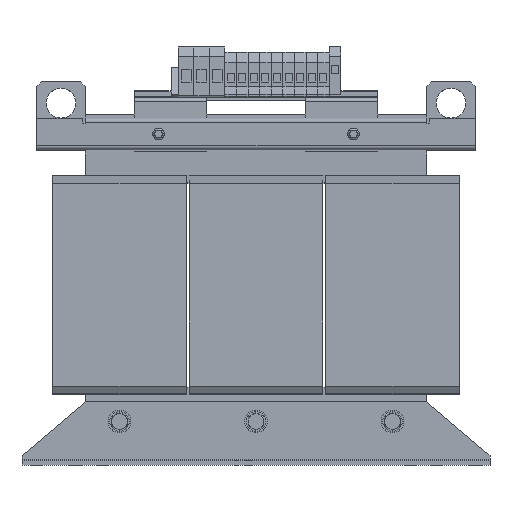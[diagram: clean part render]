
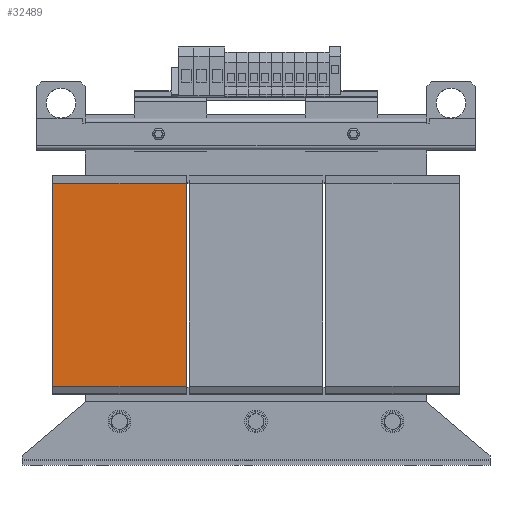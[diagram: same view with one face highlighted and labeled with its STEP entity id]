
A CAD part, top view. The second image highlights one B-rep face of the part: STEP entity #32489.
In plain terms, the highlighted planar face has unit normal (0, 0, 1).
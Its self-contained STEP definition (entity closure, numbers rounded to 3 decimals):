
#825 = VECTOR ( 'NONE', #9709, 1000. ) ;
#2074 = ORIENTED_EDGE ( 'NONE', *, *, #26504, .T. ) ;
#3822 = LINE ( 'NONE', #11003, #14625 ) ;
#7956 = PLANE ( 'NONE',  #29945 ) ;
#8328 = DIRECTION ( 'NONE',  ( -1., 0., 0. ) ) ;
#9645 = LINE ( 'NONE', #28708, #28304 ) ;
#9709 = DIRECTION ( 'NONE',  ( 0., -1., 0. ) ) ;
#11003 = CARTESIAN_POINT ( 'NONE',  ( -71.5, -104., 70. ) ) ;
#12155 = CARTESIAN_POINT ( 'NONE',  ( -208.5, 104., 70. ) ) ;
#12272 = CARTESIAN_POINT ( 'NONE',  ( -71.5, 104., 70. ) ) ;
#12693 = EDGE_CURVE ( 'Defeature ausgef�hrt2_67+Defeature ausgef�hrt2_63+Defeature ausgef�hrt2_62+Defeature ausgef�hrt2_64', #23824, #24737, #9645, .T. ) ;
#12703 = DIRECTION ( 'NONE',  ( -1., 0., 0. ) ) ;
#12930 = CARTESIAN_POINT ( 'NONE',  ( -208.5, -104., 70. ) ) ;
#13049 = CARTESIAN_POINT ( 'NONE',  ( -208.5, 104., 70. ) ) ;
#14625 = VECTOR ( 'NONE', #8328, 1000. ) ;
#17980 = VERTEX_POINT ( 'NONE', #12930 ) ;
#18140 = DIRECTION ( 'NONE',  ( 0., 0., -1. ) ) ;
#19353 = EDGE_CURVE ( 'Defeature ausgef�hrt2_63+Defeature ausgef�hrt2_62+Defeature ausgef�hrt2_67+Defeature ausgef�hrt2_68', #23824, #29924, #20184, .T. ) ;
#19615 = EDGE_CURVE ( 'Defeature ausgef�hrt2_64+Defeature ausgef�hrt2_63+Defeature ausgef�hrt2_67+Defeature ausgef�hrt2_68', #24737, #17980, #3822, .T. ) ;
#20184 = LINE ( 'NONE', #30308, #32850 ) ;
#22266 = LINE ( 'NONE', #12155, #825 ) ;
#23617 = FACE_OUTER_BOUND ( 'NONE', #29606, .T. ) ;
#23824 = VERTEX_POINT ( 'NONE', #12272 ) ;
#24621 = ORIENTED_EDGE ( 'NONE', *, *, #12693, .F. ) ;
#24737 = VERTEX_POINT ( 'NONE', #25181 ) ;
#25181 = CARTESIAN_POINT ( 'NONE',  ( -71.5, -104., 70. ) ) ;
#25720 = DIRECTION ( 'NONE',  ( 0., 1., 0. ) ) ;
#26247 = ORIENTED_EDGE ( 'NONE', *, *, #19353, .T. ) ;
#26504 = EDGE_CURVE ( 'Defeature ausgef�hrt2_63+Defeature ausgef�hrt2_68+Defeature ausgef�hrt2_62+Defeature ausgef�hrt2_64', #29924, #17980, #22266, .T. ) ;
#27314 = ORIENTED_EDGE ( 'NONE', *, *, #19615, .F. ) ;
#28173 = CARTESIAN_POINT ( 'NONE',  ( -71.5, 104., 70. ) ) ;
#28304 = VECTOR ( 'NONE', #31230, 1000. ) ;
#28708 = CARTESIAN_POINT ( 'NONE',  ( -71.5, 104., 70. ) ) ;
#29606 = EDGE_LOOP ( 'NONE', ( #2074, #27314, #24621, #26247 ) ) ;
#29924 = VERTEX_POINT ( 'NONE', #13049 ) ;
#29945 = AXIS2_PLACEMENT_3D ( 'NONE', #28173, #18140, #25720 ) ;
#30308 = CARTESIAN_POINT ( 'NONE',  ( -71.5, 104., 70. ) ) ;
#31230 = DIRECTION ( 'NONE',  ( 0., -1., 0. ) ) ;
#32489 = ADVANCED_FACE ( 'Defeature ausgef�hrt2_63', ( #23617 ), #7956, .F. ) ;
#32850 = VECTOR ( 'NONE', #12703, 1000. ) ;
